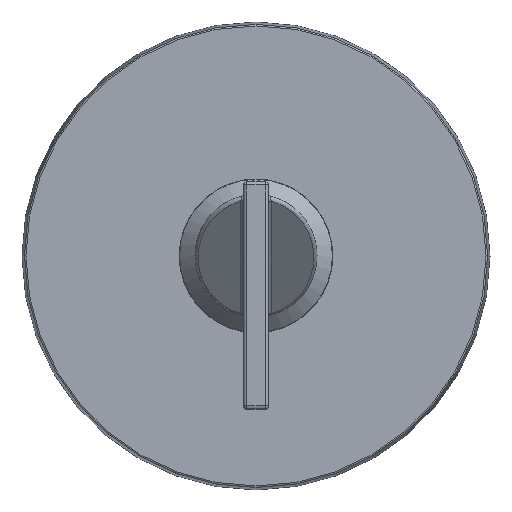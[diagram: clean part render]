
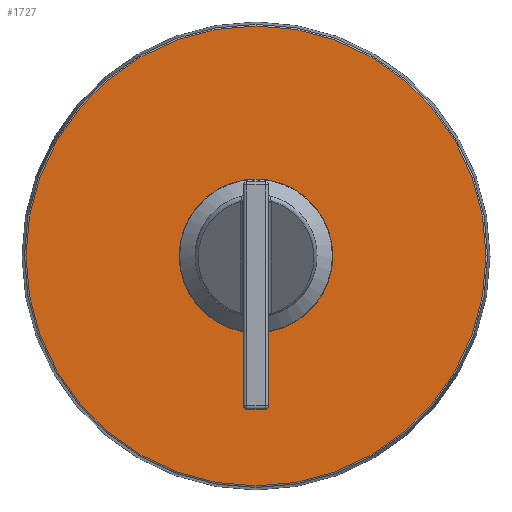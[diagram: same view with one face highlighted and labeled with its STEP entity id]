
A CAD part, top view. The second image highlights one B-rep face of the part: STEP entity #1727.
In plain terms, the highlighted planar face has unit normal (0, 0, 1).
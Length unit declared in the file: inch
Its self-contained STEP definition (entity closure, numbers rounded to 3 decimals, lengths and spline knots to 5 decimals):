
#2=CARTESIAN_POINT('',(0.,0.,0.375));
#3=DIRECTION('',(0.,0.,1.));
#4=DIRECTION('',(1.,0.,0.));
#5=AXIS2_PLACEMENT_3D('',#2,#3,#4);
#7=CARTESIAN_POINT('',(0.,0.,0.375));
#8=DIRECTION('',(0.,0.,1.));
#9=DIRECTION('',(-1.,0.,0.));
#10=AXIS2_PLACEMENT_3D('',#7,#8,#9);
#12=CARTESIAN_POINT('',(0.,0.,0.375));
#13=DIRECTION('',(0.,0.,1.));
#14=DIRECTION('',(1.,0.,0.));
#15=AXIS2_PLACEMENT_3D('',#12,#13,#14);
#17=CARTESIAN_POINT('',(0.,0.,0.375));
#18=DIRECTION('',(0.,0.,1.));
#19=DIRECTION('',(-1.,0.,0.));
#20=AXIS2_PLACEMENT_3D('',#17,#18,#19);
#1517=CARTESIAN_POINT('',(2.94887,0.,0.375));
#1518=CARTESIAN_POINT('',(-2.94887,0.,0.375));
#1519=VERTEX_POINT('',#1517);
#1520=VERTEX_POINT('',#1518);
#1533=CARTESIAN_POINT('',(0.985,0.,0.375));
#1534=CARTESIAN_POINT('',(-0.985,0.,0.375));
#1535=VERTEX_POINT('',#1533);
#1536=VERTEX_POINT('',#1534);
#1710=CARTESIAN_POINT('',(0.,0.,0.375));
#1711=DIRECTION('',(0.,0.,1.));
#1712=DIRECTION('',(1.,0.,0.));
#1713=AXIS2_PLACEMENT_3D('',#1710,#1711,#1712);
#1714=PLANE('',#1713);
#1716=ORIENTED_EDGE('',*,*,#1715,.F.);
#1718=ORIENTED_EDGE('',*,*,#1717,.F.);
#1719=EDGE_LOOP('',(#1716,#1718));
#1720=FACE_OUTER_BOUND('',#1719,.F.);
#1722=ORIENTED_EDGE('',*,*,#1721,.T.);
#1724=ORIENTED_EDGE('',*,*,#1723,.T.);
#1725=EDGE_LOOP('',(#1722,#1724));
#1726=FACE_BOUND('',#1725,.F.);
#1727=ADVANCED_FACE('',(#1720,#1726),#1714,.T.);
#6=CIRCLE('',#5,2.94887);
#11=CIRCLE('',#10,2.94887);
#16=CIRCLE('',#15,0.985);
#21=CIRCLE('',#20,0.985);
#1715=EDGE_CURVE('',#1519,#1520,#6,.T.);
#1717=EDGE_CURVE('',#1520,#1519,#11,.T.);
#1721=EDGE_CURVE('',#1535,#1536,#16,.T.);
#1723=EDGE_CURVE('',#1536,#1535,#21,.T.);
